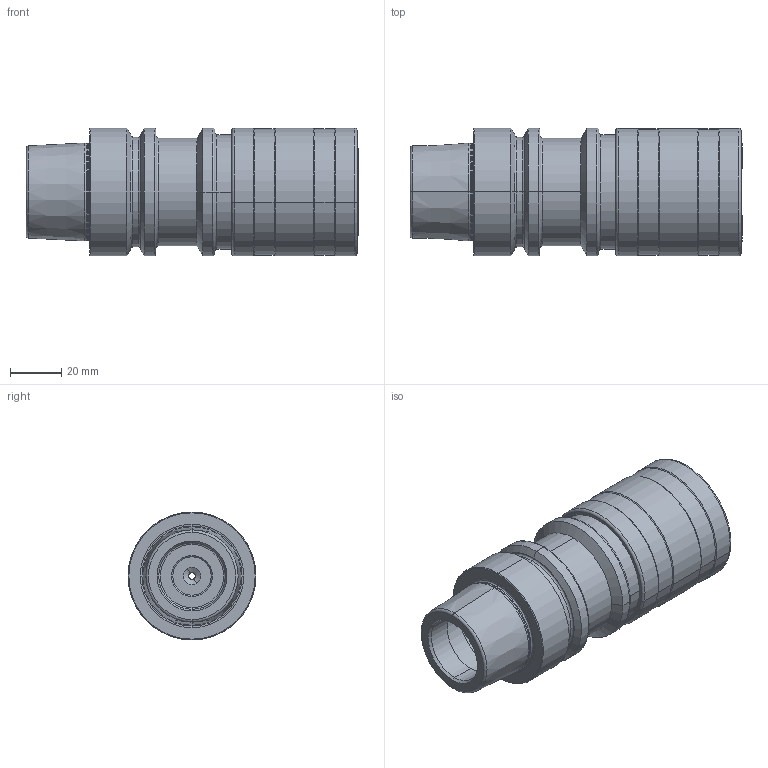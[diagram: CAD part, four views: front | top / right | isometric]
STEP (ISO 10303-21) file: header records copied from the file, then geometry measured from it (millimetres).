
FILE_DESCRIPTION (( 'STEP AP214' ), '1' );
FILE_NAME ('HE5.Go2.K01.105.STEP', '2011-10-06T10:53:55', ( 'SwiAdmin' ), ( '' ), 'SwSTEP 2.0', 'SolidWorks 2011', '' );
FILE_SCHEMA (( 'AUTOMOTIVE_DESIGN' ));
Length unit declared in the file: millimetre
Products named in the file (10): HE5.Go2.K01.105; HE5-Go2.K01.105_A_Fertigbearbeitung; Boden Go2; Feder gross Go2_vorgespannt; Feder klein Go2_gespannt; Federring aussen Go2_gespannt; Federring innen Go2_gespannt; Hülse Go2; Einbausatz Go2_gespannt; Kugel Go2
Assembly tree (11 placements, depth 3):
  HE5.Go2.K01.105
    HE5-Go2.K01.105_A_Fertigbearbeitung
    Einbausatz Go2_gespannt
      Kugel Go2  x3
      Boden Go2
      Feder klein Go2_gespannt
      Hülse Go2
      Federring aussen Go2_gespannt
      Federring innen Go2_gespannt
      Feder gross Go2_vorgespannt
Bounding box: 129.9 x 50 x 50 mm (x, y, z)
Volume: 153247.4 mm3; surface area: 55160.3 mm2
Topology: 10 solids, 10 shells, 301 faces, 688 edges, 406 vertices
Faces by surface type: cylinder 99, torus 78, cone 58, plane 51, bspline 9, sphere 6
Entity records: 14017 total; most frequent: CARTESIAN_POINT 6512, DIRECTION 1529, ORIENTED_EDGE 1322, AXIS2_PLACEMENT_3D 673, EDGE_CURVE 661, VERTEX_POINT 389, CIRCLE 370, EDGE_LOOP 324
